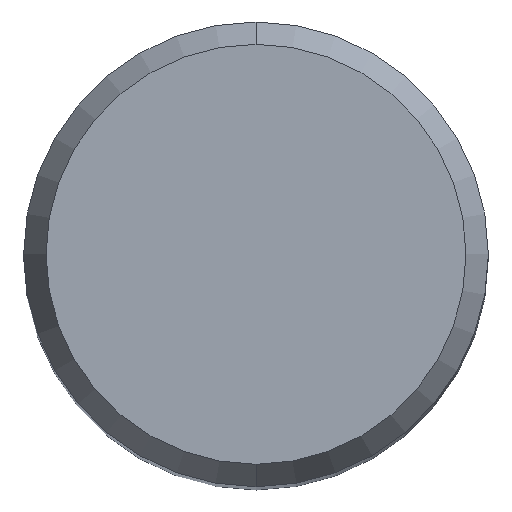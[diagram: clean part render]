
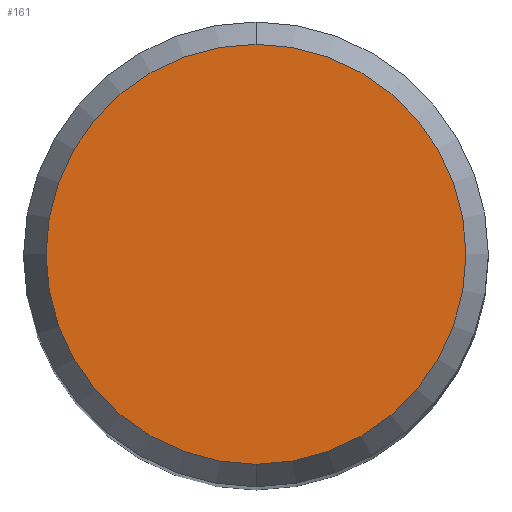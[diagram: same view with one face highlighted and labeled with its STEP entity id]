
A CAD part, top view. The second image highlights one B-rep face of the part: STEP entity #161.
In plain terms, the highlighted planar face has unit normal (0, 0, 1).
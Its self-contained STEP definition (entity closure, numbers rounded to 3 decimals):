
#161=ADVANCED_FACE('',(#368),#369,.T.);
#165=VERTEX_POINT('',#373);
#251=EDGE_CURVE('',#165,#285,#473,.T.);
#269=EDGE_CURVE('',#285,#165,#492,.T.);
#285=VERTEX_POINT('',#512);
#368=FACE_OUTER_BOUND('',#607,.T.);
#369=PLANE('',#608);
#373=CARTESIAN_POINT('',(0.,-4.304,0.01));
#473=CIRCLE('',#733,4.304);
#492=CIRCLE('',#756,4.304);
#512=CARTESIAN_POINT('',(0.0,4.304,0.01));
#607=EDGE_LOOP('',(#869,#870));
#608=AXIS2_PLACEMENT_3D('',#871,#872,#873);
#733=AXIS2_PLACEMENT_3D('',#1006,#1007,#1008);
#756=AXIS2_PLACEMENT_3D('',#1021,#1022,#1023);
#869=ORIENTED_EDGE('',*,*,#269,.F.);
#870=ORIENTED_EDGE('',*,*,#251,.F.);
#871=CARTESIAN_POINT('',(0.0,2.152,0.01));
#872=DIRECTION('',(-0.0,0.0,1.0));
#873=DIRECTION('',(0.0,-1.0,0.0));
#1006=CARTESIAN_POINT('',(0.0,0.0,0.01));
#1007=DIRECTION('',(0.0,0.0,-1.0));
#1008=DIRECTION('',(0.0,1.0,0.0));
#1021=CARTESIAN_POINT('',(0.0,0.0,0.01));
#1022=DIRECTION('',(0.0,0.0,-1.0));
#1023=DIRECTION('',(0.0,1.0,0.0));
